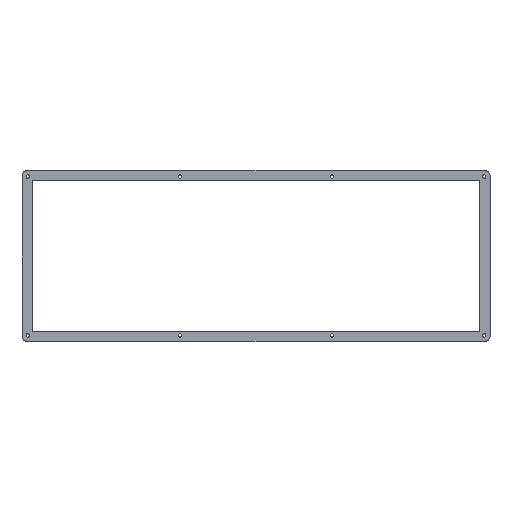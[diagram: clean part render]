
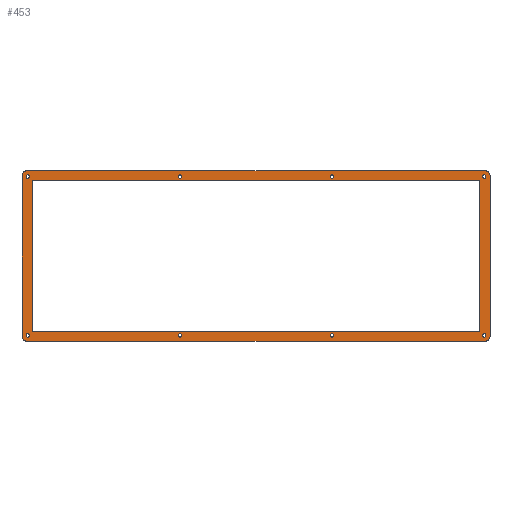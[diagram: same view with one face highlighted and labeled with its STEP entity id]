
A CAD part, top view. The second image highlights one B-rep face of the part: STEP entity #453.
In plain terms, the highlighted planar face has unit normal (0, 0, 1).
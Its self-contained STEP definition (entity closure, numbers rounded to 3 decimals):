
#15=FACE_BOUND('',#86,.T.);
#16=FACE_BOUND('',#87,.T.);
#17=FACE_BOUND('',#88,.T.);
#18=FACE_BOUND('',#89,.T.);
#19=FACE_BOUND('',#90,.T.);
#20=FACE_BOUND('',#91,.T.);
#21=FACE_BOUND('',#92,.T.);
#22=FACE_BOUND('',#93,.T.);
#23=FACE_BOUND('',#94,.T.);
#41=PLANE('',#501);
#63=FACE_OUTER_BOUND('',#85,.T.);
#85=EDGE_LOOP('',(#381,#382,#383,#384,#385,#386,#387,#388));
#86=EDGE_LOOP('',(#389));
#87=EDGE_LOOP('',(#390));
#88=EDGE_LOOP('',(#391));
#89=EDGE_LOOP('',(#392));
#90=EDGE_LOOP('',(#393));
#91=EDGE_LOOP('',(#394));
#92=EDGE_LOOP('',(#395));
#93=EDGE_LOOP('',(#396));
#94=EDGE_LOOP('',(#397,#398,#399,#400));
#115=LINE('',#689,#151);
#118=LINE('',#695,#154);
#121=LINE('',#701,#157);
#124=LINE('',#705,#160);
#127=LINE('',#713,#163);
#131=LINE('',#725,#167);
#135=LINE('',#737,#171);
#139=LINE('',#749,#175);
#151=VECTOR('',#565,10.);
#154=VECTOR('',#570,10.);
#157=VECTOR('',#575,10.);
#160=VECTOR('',#580,10.);
#163=VECTOR('',#585,10.);
#167=VECTOR('',#597,10.);
#171=VECTOR('',#609,10.);
#175=VECTOR('',#621,10.);
#177=CIRCLE('',#458,1.1);
#179=CIRCLE('',#461,1.1);
#181=CIRCLE('',#464,1.1);
#183=CIRCLE('',#467,1.1);
#185=CIRCLE('',#470,1.1);
#187=CIRCLE('',#473,1.1);
#189=CIRCLE('',#476,1.1);
#191=CIRCLE('',#479,1.1);
#194=CIRCLE('',#488,3.);
#196=CIRCLE('',#492,3.);
#198=CIRCLE('',#496,3.);
#200=CIRCLE('',#500,3.);
#201=VERTEX_POINT('',#635);
#203=VERTEX_POINT('',#641);
#205=VERTEX_POINT('',#647);
#207=VERTEX_POINT('',#653);
#209=VERTEX_POINT('',#659);
#211=VERTEX_POINT('',#665);
#213=VERTEX_POINT('',#671);
#215=VERTEX_POINT('',#677);
#219=VERTEX_POINT('',#686);
#220=VERTEX_POINT('',#688);
#222=VERTEX_POINT('',#694);
#224=VERTEX_POINT('',#700);
#227=VERTEX_POINT('',#710);
#228=VERTEX_POINT('',#712);
#230=VERTEX_POINT('',#718);
#232=VERTEX_POINT('',#724);
#234=VERTEX_POINT('',#730);
#236=VERTEX_POINT('',#736);
#238=VERTEX_POINT('',#742);
#240=VERTEX_POINT('',#748);
#241=EDGE_CURVE('',#201,#201,#177,.T.);
#244=EDGE_CURVE('',#203,#203,#179,.T.);
#247=EDGE_CURVE('',#205,#205,#181,.T.);
#250=EDGE_CURVE('',#207,#207,#183,.T.);
#253=EDGE_CURVE('',#209,#209,#185,.T.);
#256=EDGE_CURVE('',#211,#211,#187,.T.);
#259=EDGE_CURVE('',#213,#213,#189,.T.);
#262=EDGE_CURVE('',#215,#215,#191,.T.);
#267=EDGE_CURVE('',#220,#219,#115,.T.);
#270=EDGE_CURVE('',#222,#220,#118,.T.);
#273=EDGE_CURVE('',#224,#222,#121,.T.);
#276=EDGE_CURVE('',#219,#224,#124,.T.);
#279=EDGE_CURVE('',#228,#227,#127,.T.);
#282=EDGE_CURVE('',#230,#228,#194,.T.);
#285=EDGE_CURVE('',#232,#230,#131,.T.);
#288=EDGE_CURVE('',#234,#232,#196,.T.);
#291=EDGE_CURVE('',#236,#234,#135,.T.);
#294=EDGE_CURVE('',#238,#236,#198,.T.);
#297=EDGE_CURVE('',#240,#238,#139,.T.);
#300=EDGE_CURVE('',#227,#240,#200,.T.);
#381=ORIENTED_EDGE('',*,*,#300,.T.);
#382=ORIENTED_EDGE('',*,*,#297,.T.);
#383=ORIENTED_EDGE('',*,*,#294,.T.);
#384=ORIENTED_EDGE('',*,*,#291,.T.);
#385=ORIENTED_EDGE('',*,*,#288,.T.);
#386=ORIENTED_EDGE('',*,*,#285,.T.);
#387=ORIENTED_EDGE('',*,*,#282,.T.);
#388=ORIENTED_EDGE('',*,*,#279,.T.);
#389=ORIENTED_EDGE('',*,*,#241,.T.);
#390=ORIENTED_EDGE('',*,*,#244,.T.);
#391=ORIENTED_EDGE('',*,*,#247,.T.);
#392=ORIENTED_EDGE('',*,*,#250,.T.);
#393=ORIENTED_EDGE('',*,*,#253,.T.);
#394=ORIENTED_EDGE('',*,*,#256,.T.);
#395=ORIENTED_EDGE('',*,*,#259,.T.);
#396=ORIENTED_EDGE('',*,*,#262,.T.);
#397=ORIENTED_EDGE('',*,*,#276,.T.);
#398=ORIENTED_EDGE('',*,*,#273,.T.);
#399=ORIENTED_EDGE('',*,*,#270,.T.);
#400=ORIENTED_EDGE('',*,*,#267,.T.);
#453=ADVANCED_FACE('',(#63,#15,#16,#17,#18,#19,#20,#21,#22,#23),#41,.T.);
#458=AXIS2_PLACEMENT_3D('',#636,#507,#508);
#461=AXIS2_PLACEMENT_3D('',#642,#514,#515);
#464=AXIS2_PLACEMENT_3D('',#648,#521,#522);
#467=AXIS2_PLACEMENT_3D('',#654,#528,#529);
#470=AXIS2_PLACEMENT_3D('',#660,#535,#536);
#473=AXIS2_PLACEMENT_3D('',#666,#542,#543);
#476=AXIS2_PLACEMENT_3D('',#672,#549,#550);
#479=AXIS2_PLACEMENT_3D('',#678,#556,#557);
#488=AXIS2_PLACEMENT_3D('',#719,#591,#592);
#492=AXIS2_PLACEMENT_3D('',#731,#603,#604);
#496=AXIS2_PLACEMENT_3D('',#743,#615,#616);
#500=AXIS2_PLACEMENT_3D('',#753,#627,#628);
#501=AXIS2_PLACEMENT_3D('',#754,#629,#630);
#507=DIRECTION('center_axis',(0.,0.,-1.));
#508=DIRECTION('ref_axis',(-1.,0.,0.));
#514=DIRECTION('center_axis',(0.,0.,-1.));
#515=DIRECTION('ref_axis',(-1.,0.,0.));
#521=DIRECTION('center_axis',(0.,0.,-1.));
#522=DIRECTION('ref_axis',(-1.,0.,0.));
#528=DIRECTION('center_axis',(0.,0.,-1.));
#529=DIRECTION('ref_axis',(-1.,0.,0.));
#535=DIRECTION('center_axis',(0.,0.,-1.));
#536=DIRECTION('ref_axis',(-1.,0.,0.));
#542=DIRECTION('center_axis',(0.,0.,-1.));
#543=DIRECTION('ref_axis',(-1.,0.,0.));
#549=DIRECTION('center_axis',(0.,0.,-1.));
#550=DIRECTION('ref_axis',(-1.,0.,0.));
#556=DIRECTION('center_axis',(0.,0.,-1.));
#557=DIRECTION('ref_axis',(-1.,0.,0.));
#565=DIRECTION('',(0.,1.,0.));
#570=DIRECTION('',(-1.,0.,0.));
#575=DIRECTION('',(0.,-1.,0.));
#580=DIRECTION('',(1.,0.,0.));
#585=DIRECTION('',(0.,-1.,0.));
#591=DIRECTION('center_axis',(0.,0.,1.));
#592=DIRECTION('ref_axis',(0.,1.,0.));
#597=DIRECTION('',(-1.,0.,0.));
#603=DIRECTION('center_axis',(0.,0.,1.));
#604=DIRECTION('ref_axis',(1.,0.,0.));
#609=DIRECTION('',(0.,1.,0.));
#615=DIRECTION('center_axis',(0.,0.,1.));
#616=DIRECTION('ref_axis',(0.,-1.,0.));
#621=DIRECTION('',(1.,0.,0.));
#627=DIRECTION('center_axis',(0.,0.,1.));
#628=DIRECTION('ref_axis',(-1.,0.,0.));
#629=DIRECTION('center_axis',(0.,0.,1.));
#630=DIRECTION('ref_axis',(-1.,0.,0.));
#635=CARTESIAN_POINT('',(192.865,98.818,6.));
#636=CARTESIAN_POINT('Origin',(191.765,98.818,6.));
#641=CARTESIAN_POINT('',(95.275,-3.053,6.));
#642=CARTESIAN_POINT('Origin',(94.175,-3.053,6.));
#647=CARTESIAN_POINT('',(95.275,98.818,6.));
#648=CARTESIAN_POINT('Origin',(94.175,98.818,6.));
#653=CARTESIAN_POINT('',(192.865,-3.053,6.));
#654=CARTESIAN_POINT('Origin',(191.765,-3.053,6.));
#659=CARTESIAN_POINT('',(-2.316,98.818,6.));
#660=CARTESIAN_POINT('Origin',(-3.416,98.818,6.));
#665=CARTESIAN_POINT('',(290.456,98.818,6.));
#666=CARTESIAN_POINT('Origin',(289.356,98.818,6.));
#671=CARTESIAN_POINT('',(-2.316,-3.053,6.));
#672=CARTESIAN_POINT('Origin',(-3.416,-3.053,6.));
#677=CARTESIAN_POINT('',(290.456,-3.053,6.));
#678=CARTESIAN_POINT('Origin',(289.356,-3.053,6.));
#686=CARTESIAN_POINT('',(-0.605,96.008,6.));
#688=CARTESIAN_POINT('',(-0.605,-0.242,6.));
#689=CARTESIAN_POINT('',(-0.605,-0.242,6.));
#694=CARTESIAN_POINT('',(286.545,-0.242,6.));
#695=CARTESIAN_POINT('',(286.545,-0.242,6.));
#700=CARTESIAN_POINT('',(286.545,96.008,6.));
#701=CARTESIAN_POINT('',(286.545,96.008,6.));
#705=CARTESIAN_POINT('',(-0.605,96.008,6.));
#710=CARTESIAN_POINT('',(-7.105,-3.742,6.));
#712=CARTESIAN_POINT('',(-7.105,99.508,6.));
#713=CARTESIAN_POINT('',(-7.105,-3.742,6.));
#718=CARTESIAN_POINT('',(-4.105,102.508,6.));
#719=CARTESIAN_POINT('Origin',(-4.105,99.508,6.));
#724=CARTESIAN_POINT('',(290.045,102.508,6.));
#725=CARTESIAN_POINT('',(-4.105,102.508,6.));
#730=CARTESIAN_POINT('',(293.045,99.508,6.));
#731=CARTESIAN_POINT('Origin',(290.045,99.508,6.));
#736=CARTESIAN_POINT('',(293.045,-3.742,6.));
#737=CARTESIAN_POINT('',(293.045,99.508,6.));
#742=CARTESIAN_POINT('',(290.045,-6.742,6.));
#743=CARTESIAN_POINT('Origin',(290.045,-3.742,6.));
#748=CARTESIAN_POINT('',(-4.105,-6.742,6.));
#749=CARTESIAN_POINT('',(290.045,-6.742,6.));
#753=CARTESIAN_POINT('Origin',(-4.105,-3.742,6.));
#754=CARTESIAN_POINT('Origin',(142.97,47.883,6.));
